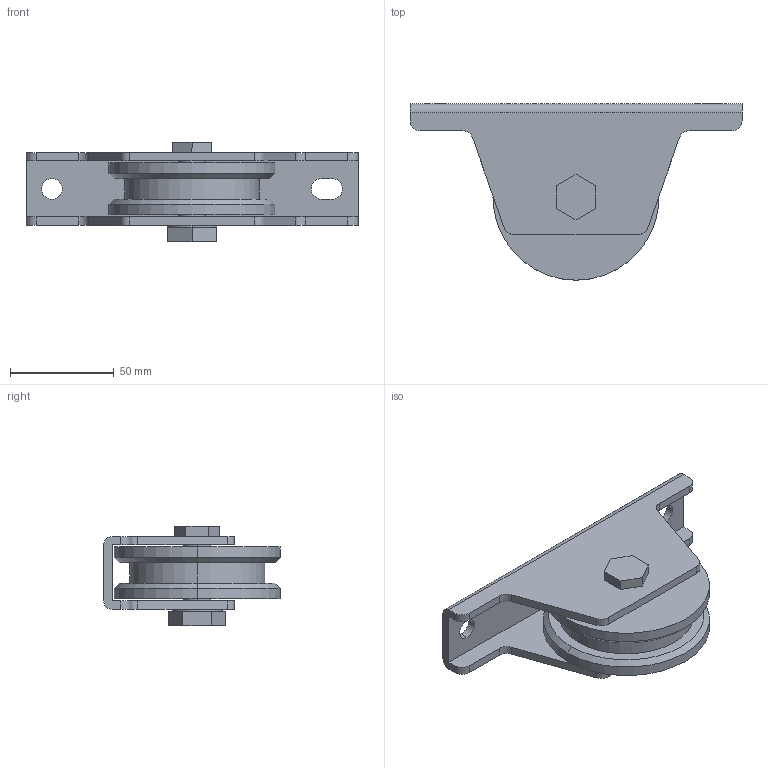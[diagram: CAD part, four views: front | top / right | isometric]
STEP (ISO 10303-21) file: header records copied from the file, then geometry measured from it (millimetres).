
FILE_DESCRIPTION (( 'STEP AP203' ), '1' );
FILE_NAME ('K-20-80.STEP', '2009-08-10T04:06:52', ( '11sw' ), ( 'タキゲン製造株式会社' ), 'SwSTEP 2.0', 'SolidWorks 2007', '' );
FILE_SCHEMA (( 'CONFIG_CONTROL_DESIGN' ));
Length unit declared in the file: millimetre
Products named in the file (1): K-20-80
Bounding box: 160 x 85 x 48 mm (x, y, z)
Volume: 178523.1 mm3; surface area: 54498 mm2
Topology: 1 solids, 1 shells, 78 faces, 200 edges, 130 vertices
Faces by surface type: plane 44, cylinder 30, cone 4
Entity records: 2463 total; most frequent: DIRECTION 428, CARTESIAN_POINT 409, ORIENTED_EDGE 400, EDGE_CURVE 200, AXIS2_PLACEMENT_3D 149, VERTEX_POINT 130, LINE 130, VECTOR 130
